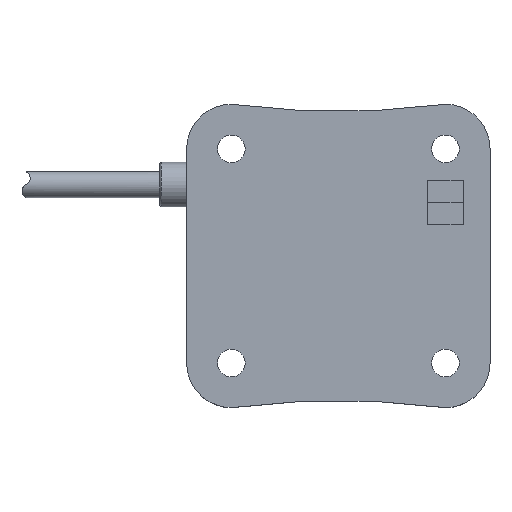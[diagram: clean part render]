
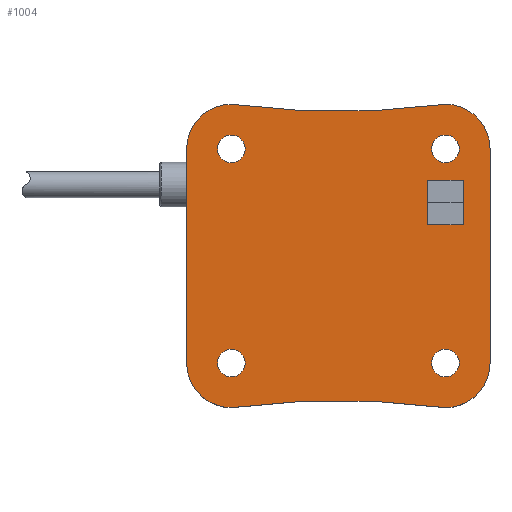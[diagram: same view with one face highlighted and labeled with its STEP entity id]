
A CAD part, top view. The second image highlights one B-rep face of the part: STEP entity #1004.
In plain terms, the highlighted planar face has unit normal (0, 0, 1).
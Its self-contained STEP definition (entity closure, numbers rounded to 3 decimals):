
#44=LINE('',#1418,#126);
#50=LINE('',#1429,#132);
#53=LINE('',#1435,#135);
#56=LINE('',#1440,#138);
#98=LINE('',#1552,#180);
#103=LINE('',#1561,#185);
#107=LINE('',#1582,#189);
#126=VECTOR('',#1138,10.);
#132=VECTOR('',#1148,10.);
#135=VECTOR('',#1153,10.);
#138=VECTOR('',#1158,10.);
#180=VECTOR('',#1268,10.);
#185=VECTOR('',#1275,10.);
#189=VECTOR('',#1299,10.);
#217=FACE_BOUND('',#345,.T.);
#218=FACE_BOUND('',#346,.T.);
#219=FACE_BOUND('',#347,.T.);
#220=FACE_BOUND('',#348,.T.);
#221=FACE_BOUND('',#349,.T.);
#276=FACE_OUTER_BOUND('',#344,.T.);
#344=EDGE_LOOP('',(#844,#845,#846,#847,#848,#849,#850,#851,#852));
#345=EDGE_LOOP('',(#853));
#346=EDGE_LOOP('',(#854));
#347=EDGE_LOOP('',(#855,#856,#857,#858));
#348=EDGE_LOOP('',(#859));
#349=EDGE_LOOP('',(#860));
#364=CIRCLE('',#1070,5.);
#366=CIRCLE('',#1073,90.702);
#368=CIRCLE('',#1076,5.);
#370=CIRCLE('',#1080,5.);
#372=CIRCLE('',#1083,90.1);
#374=CIRCLE('',#1086,5.);
#379=CIRCLE('',#1098,1.55);
#383=CIRCLE('',#1105,1.55);
#387=CIRCLE('',#1112,1.55);
#391=CIRCLE('',#1120,1.55);
#398=VERTEX_POINT('',#1416);
#399=VERTEX_POINT('',#1417);
#402=VERTEX_POINT('',#1428);
#404=VERTEX_POINT('',#1434);
#438=VERTEX_POINT('',#1540);
#441=VERTEX_POINT('',#1551);
#444=VERTEX_POINT('',#1559);
#445=VERTEX_POINT('',#1563);
#447=VERTEX_POINT('',#1569);
#449=VERTEX_POINT('',#1575);
#451=VERTEX_POINT('',#1581);
#453=VERTEX_POINT('',#1587);
#455=VERTEX_POINT('',#1593);
#464=VERTEX_POINT('',#1693);
#468=VERTEX_POINT('',#1706);
#472=VERTEX_POINT('',#1719);
#476=VERTEX_POINT('',#1733);
#483=EDGE_CURVE('',#398,#399,#44,.T.);
#489=EDGE_CURVE('',#399,#402,#50,.T.);
#492=EDGE_CURVE('',#402,#404,#53,.T.);
#495=EDGE_CURVE('',#404,#398,#56,.T.);
#549=EDGE_CURVE('',#438,#441,#98,.T.);
#554=EDGE_CURVE('',#444,#438,#103,.T.);
#555=EDGE_CURVE('',#445,#444,#364,.T.);
#558=EDGE_CURVE('',#447,#445,#366,.T.);
#561=EDGE_CURVE('',#449,#447,#368,.T.);
#564=EDGE_CURVE('',#451,#449,#107,.T.);
#567=EDGE_CURVE('',#453,#451,#370,.T.);
#570=EDGE_CURVE('',#455,#453,#372,.T.);
#573=EDGE_CURVE('',#441,#455,#374,.T.);
#586=EDGE_CURVE('',#464,#464,#379,.T.);
#592=EDGE_CURVE('',#468,#468,#383,.T.);
#598=EDGE_CURVE('',#472,#472,#387,.T.);
#604=EDGE_CURVE('',#476,#476,#391,.T.);
#844=ORIENTED_EDGE('',*,*,#554,.F.);
#845=ORIENTED_EDGE('',*,*,#555,.F.);
#846=ORIENTED_EDGE('',*,*,#558,.F.);
#847=ORIENTED_EDGE('',*,*,#561,.F.);
#848=ORIENTED_EDGE('',*,*,#564,.F.);
#849=ORIENTED_EDGE('',*,*,#567,.F.);
#850=ORIENTED_EDGE('',*,*,#570,.F.);
#851=ORIENTED_EDGE('',*,*,#573,.F.);
#852=ORIENTED_EDGE('',*,*,#549,.F.);
#853=ORIENTED_EDGE('',*,*,#598,.T.);
#854=ORIENTED_EDGE('',*,*,#586,.T.);
#855=ORIENTED_EDGE('',*,*,#489,.T.);
#856=ORIENTED_EDGE('',*,*,#492,.T.);
#857=ORIENTED_EDGE('',*,*,#495,.T.);
#858=ORIENTED_EDGE('',*,*,#483,.T.);
#859=ORIENTED_EDGE('',*,*,#592,.T.);
#860=ORIENTED_EDGE('',*,*,#604,.T.);
#893=PLANE('',#1121);
#1004=ADVANCED_FACE('',(#276,#217,#218,#219,#220,#221),#893,.T.);
#1070=AXIS2_PLACEMENT_3D('',#1564,#1278,#1279);
#1073=AXIS2_PLACEMENT_3D('',#1570,#1285,#1286);
#1076=AXIS2_PLACEMENT_3D('',#1576,#1292,#1293);
#1080=AXIS2_PLACEMENT_3D('',#1588,#1304,#1305);
#1083=AXIS2_PLACEMENT_3D('',#1594,#1311,#1312);
#1086=AXIS2_PLACEMENT_3D('',#1599,#1318,#1319);
#1098=AXIS2_PLACEMENT_3D('',#1695,#1346,#1347);
#1105=AXIS2_PLACEMENT_3D('',#1708,#1362,#1363);
#1112=AXIS2_PLACEMENT_3D('',#1721,#1378,#1379);
#1120=AXIS2_PLACEMENT_3D('',#1735,#1396,#1397);
#1121=AXIS2_PLACEMENT_3D('',#1736,#1398,#1399);
#1138=DIRECTION('',(-1.,0.,0.));
#1148=DIRECTION('',(0.,1.,0.));
#1153=DIRECTION('',(1.,0.,0.));
#1158=DIRECTION('',(0.,-1.,0.));
#1268=DIRECTION('',(0.,1.,0.));
#1275=DIRECTION('',(0.,1.,0.));
#1278=DIRECTION('center_axis',(0.,0.,
-1.));
#1279=DIRECTION('ref_axis',(0.,-1.,0.));
#1285=DIRECTION('center_axis',(0.,0.,
1.));
#1286=DIRECTION('ref_axis',(0.132,-0.991,0.));
#1292=DIRECTION('center_axis',(0.,0.,
-1.));
#1293=DIRECTION('ref_axis',(1.,0.,0.));
#1299=DIRECTION('',(0.,-1.,0.));
#1304=DIRECTION('center_axis',(0.,0.,
-1.));
#1305=DIRECTION('ref_axis',(0.,1.,0.));
#1311=DIRECTION('center_axis',(0.,0.,
1.));
#1312=DIRECTION('ref_axis',(-0.133,0.991,0.));
#1318=DIRECTION('center_axis',(0.,0.,
-1.));
#1319=DIRECTION('ref_axis',(-1.,0.,0.));
#1346=DIRECTION('center_axis',(0.,0.,
-1.));
#1347=DIRECTION('ref_axis',(1.,0.,0.));
#1362=DIRECTION('center_axis',(0.,0.,
-1.));
#1363=DIRECTION('ref_axis',(1.,0.,0.));
#1378=DIRECTION('center_axis',(0.,0.,
-1.));
#1379=DIRECTION('ref_axis',(1.,0.,0.));
#1396=DIRECTION('center_axis',(0.,0.,
-1.));
#1397=DIRECTION('ref_axis',(1.,0.,0.));
#1398=DIRECTION('center_axis',(0.,0.,
1.));
#1399=DIRECTION('ref_axis',(0.,-1.,0.));
#1416=CARTESIAN_POINT('',(31.,20.5,0.));
#1417=CARTESIAN_POINT('',(27.,20.5,0.));
#1418=CARTESIAN_POINT('',(22.,20.5,0.));
#1428=CARTESIAN_POINT('',(27.,25.5,0.));
#1429=CARTESIAN_POINT('',(27.,21.25,0.));
#1434=CARTESIAN_POINT('',(31.,25.5,0.));
#1435=CARTESIAN_POINT('',(24.,25.5,0.));
#1440=CARTESIAN_POINT('',(31.,20.,0.));
#1540=CARTESIAN_POINT('',(0.,25.,0.));
#1551=CARTESIAN_POINT('',(0.,29.,0.));
#1552=CARTESIAN_POINT('',(0.,5.,0.));
#1559=CARTESIAN_POINT('',(0.,5.,0.));
#1561=CARTESIAN_POINT('',(0.,5.,0.));
#1563=CARTESIAN_POINT('',(5.,0.,0.));
#1564=CARTESIAN_POINT('Origin',(5.,5.,0.));
#1569=CARTESIAN_POINT('',(29.,0.,0.));
#1570=CARTESIAN_POINT('Origin',(17.,-89.905,0.));
#1575=CARTESIAN_POINT('',(34.,5.,0.));
#1576=CARTESIAN_POINT('Origin',(29.,5.,0.));
#1581=CARTESIAN_POINT('',(34.,29.,0.));
#1582=CARTESIAN_POINT('',(34.,29.,0.));
#1587=CARTESIAN_POINT('',(29.,34.,0.));
#1588=CARTESIAN_POINT('Origin',(29.,29.,0.));
#1593=CARTESIAN_POINT('',(5.,34.,0.));
#1594=CARTESIAN_POINT('Origin',(17.,123.297,0.));
#1599=CARTESIAN_POINT('Origin',(5.,29.,0.));
#1693=CARTESIAN_POINT('',(27.45,5.,0.));
#1695=CARTESIAN_POINT('Origin',(29.,5.,0.));
#1706=CARTESIAN_POINT('',(3.45,29.,0.));
#1708=CARTESIAN_POINT('Origin',(5.,29.,0.));
#1719=CARTESIAN_POINT('',(3.45,5.,0.));
#1721=CARTESIAN_POINT('Origin',(5.,5.,0.));
#1733=CARTESIAN_POINT('',(27.45,29.,0.));
#1735=CARTESIAN_POINT('Origin',(29.,29.,0.));
#1736=CARTESIAN_POINT('Origin',(32.,29.,0.));
